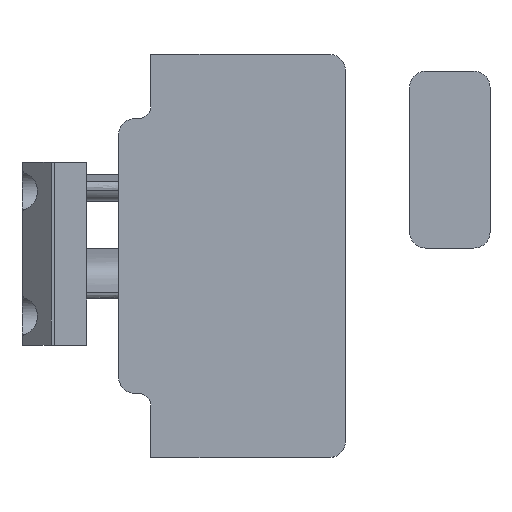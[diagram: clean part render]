
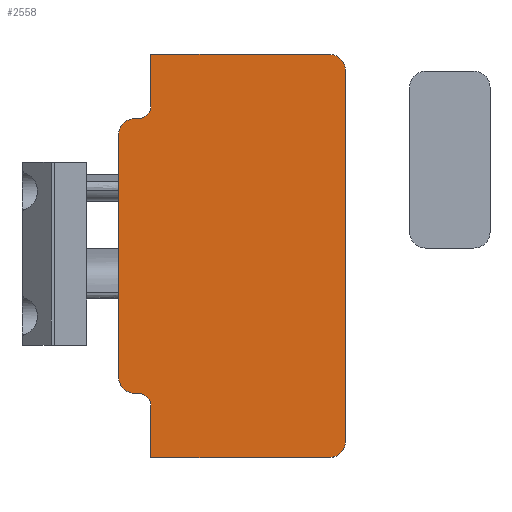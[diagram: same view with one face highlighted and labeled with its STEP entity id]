
A CAD part, top view. The second image highlights one B-rep face of the part: STEP entity #2558.
In plain terms, the highlighted planar face has unit normal (0, 0, 1).
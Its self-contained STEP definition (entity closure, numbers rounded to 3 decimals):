
#207=CIRCLE('',#2721,4.);
#208=CIRCLE('',#2724,4.);
#243=CIRCLE('',#2783,5.);
#244=CIRCLE('',#2786,5.);
#245=CIRCLE('',#2791,5.);
#246=CIRCLE('',#2793,5.);
#400=FACE_OUTER_BOUND('',#565,.T.);
#565=EDGE_LOOP('',(#2173,#2174,#2175,#2176,#2177,#2178,#2179,#2180,#2181,
#2182,#2183,#2184,#2185,#2186));
#726=LINE('',#6012,#895);
#731=LINE('',#6024,#900);
#768=LINE('',#6221,#937);
#770=LINE('',#6227,#939);
#774=LINE('',#6239,#943);
#775=LINE('',#6243,#944);
#776=LINE('',#6244,#945);
#777=LINE('',#6245,#946);
#895=VECTOR('',#3138,10.);
#900=VECTOR('',#3149,10.);
#937=VECTOR('',#3304,10.);
#939=VECTOR('',#3312,10.);
#943=VECTOR('',#3326,10.);
#944=VECTOR('',#3329,10.);
#945=VECTOR('',#3330,10.);
#946=VECTOR('',#3331,10.);
#1130=VERTEX_POINT('',#6004);
#1131=VERTEX_POINT('',#6006);
#1132=VERTEX_POINT('',#6010);
#1133=VERTEX_POINT('',#6014);
#1134=VERTEX_POINT('',#6016);
#1136=VERTEX_POINT('',#6022);
#1181=VERTEX_POINT('',#6212);
#1183=VERTEX_POINT('',#6219);
#1184=VERTEX_POINT('',#6223);
#1185=VERTEX_POINT('',#6232);
#1186=VERTEX_POINT('',#6234);
#1187=VERTEX_POINT('',#6238);
#1188=VERTEX_POINT('',#6240);
#1189=VERTEX_POINT('',#6242);
#1442=EDGE_CURVE('',#1130,#1131,#207,.T.);
#1445=EDGE_CURVE('',#1132,#1130,#726,.T.);
#1447=EDGE_CURVE('',#1133,#1134,#208,.T.);
#1451=EDGE_CURVE('',#1133,#1136,#731,.T.);
#1519=EDGE_CURVE('',#1181,#1136,#243,.T.);
#1523=EDGE_CURVE('',#1183,#1181,#768,.T.);
#1524=EDGE_CURVE('',#1184,#1183,#244,.T.);
#1526=EDGE_CURVE('',#1131,#1184,#770,.T.);
#1529=EDGE_CURVE('',#1185,#1186,#245,.T.);
#1531=EDGE_CURVE('',#1187,#1185,#774,.T.);
#1532=EDGE_CURVE('',#1188,#1187,#246,.T.);
#1533=EDGE_CURVE('',#1188,#1189,#775,.T.);
#1534=EDGE_CURVE('',#1134,#1189,#776,.T.);
#1535=EDGE_CURVE('',#1186,#1132,#777,.T.);
#2173=ORIENTED_EDGE('',*,*,#1529,.F.);
#2174=ORIENTED_EDGE('',*,*,#1531,.F.);
#2175=ORIENTED_EDGE('',*,*,#1532,.F.);
#2176=ORIENTED_EDGE('',*,*,#1533,.T.);
#2177=ORIENTED_EDGE('',*,*,#1534,.F.);
#2178=ORIENTED_EDGE('',*,*,#1447,.F.);
#2179=ORIENTED_EDGE('',*,*,#1451,.T.);
#2180=ORIENTED_EDGE('',*,*,#1519,.F.);
#2181=ORIENTED_EDGE('',*,*,#1523,.F.);
#2182=ORIENTED_EDGE('',*,*,#1524,.F.);
#2183=ORIENTED_EDGE('',*,*,#1526,.F.);
#2184=ORIENTED_EDGE('',*,*,#1442,.F.);
#2185=ORIENTED_EDGE('',*,*,#1445,.F.);
#2186=ORIENTED_EDGE('',*,*,#1535,.F.);
#2422=PLANE('',#2792);
#2558=ADVANCED_FACE('',(#400),#2422,.T.);
#2721=AXIS2_PLACEMENT_3D('',#6007,#3132,#3133);
#2724=AXIS2_PLACEMENT_3D('',#6017,#3142,#3143);
#2783=AXIS2_PLACEMENT_3D('',#6214,#3297,#3298);
#2786=AXIS2_PLACEMENT_3D('',#6224,#3307,#3308);
#2791=AXIS2_PLACEMENT_3D('',#6235,#3321,#3322);
#2792=AXIS2_PLACEMENT_3D('',#6237,#3324,#3325);
#2793=AXIS2_PLACEMENT_3D('',#6241,#3327,#3328);
#3132=DIRECTION('center_axis',(0.,0.,1.));
#3133=DIRECTION('ref_axis',(0.707,0.707,0.));
#3138=DIRECTION('',(0.,1.,0.));
#3142=DIRECTION('center_axis',(0.,0.,1.));
#3143=DIRECTION('ref_axis',(0.707,-0.707,0.));
#3149=DIRECTION('',(-1.,0.,0.));
#3297=DIRECTION('center_axis',(0.,0.,-1.));
#3298=DIRECTION('ref_axis',(-0.707,0.707,0.));
#3304=DIRECTION('',(0.,1.,0.));
#3307=DIRECTION('center_axis',(0.,0.,-1.));
#3308=DIRECTION('ref_axis',(-0.707,-0.707,0.));
#3312=DIRECTION('',(-1.,0.,0.));
#3321=DIRECTION('center_axis',(0.,0.,-1.));
#3322=DIRECTION('ref_axis',(0.707,-0.707,0.));
#3324=DIRECTION('center_axis',(0.,0.,1.));
#3325=DIRECTION('ref_axis',(0.,1.,0.));
#3326=DIRECTION('',(0.,-1.,0.));
#3327=DIRECTION('center_axis',(0.,0.,-1.));
#3328=DIRECTION('ref_axis',(0.707,0.707,0.));
#3329=DIRECTION('',(-1.,0.,0.));
#3330=DIRECTION('',(0.,1.,0.));
#3331=DIRECTION('',(-1.,0.,0.));
#6004=CARTESIAN_POINT('',(-120.5,-254.179,55.808));
#6006=CARTESIAN_POINT('',(-124.5,-250.179,55.808));
#6007=CARTESIAN_POINT('Origin',(-124.5,-254.179,55.808));
#6010=CARTESIAN_POINT('',(-120.5,-270.179,55.808));
#6012=CARTESIAN_POINT('',(-120.5,-164.743,55.808));
#6014=CARTESIAN_POINT('',(-124.5,-164.743,55.808));
#6016=CARTESIAN_POINT('',(-120.5,-160.743,55.808));
#6017=CARTESIAN_POINT('Origin',(-124.5,-160.743,55.808));
#6022=CARTESIAN_POINT('',(-125.5,-164.743,55.808));
#6024=CARTESIAN_POINT('',(-120.5,-164.743,55.808));
#6212=CARTESIAN_POINT('',(-130.5,-169.743,55.808));
#6214=CARTESIAN_POINT('Origin',(-125.5,-169.743,55.808));
#6219=CARTESIAN_POINT('',(-130.5,-245.179,55.808));
#6221=CARTESIAN_POINT('',(-130.5,-250.179,55.808));
#6223=CARTESIAN_POINT('',(-125.5,-250.179,55.808));
#6224=CARTESIAN_POINT('Origin',(-125.5,-245.179,55.808));
#6227=CARTESIAN_POINT('',(-120.5,-250.179,55.808));
#6232=CARTESIAN_POINT('',(-60.,-265.179,55.808));
#6234=CARTESIAN_POINT('',(-65.,-270.179,55.808));
#6235=CARTESIAN_POINT('Origin',(-65.,-265.179,55.808));
#6237=CARTESIAN_POINT('Origin',(-60.,-250.179,55.808));
#6238=CARTESIAN_POINT('',(-60.,-149.743,55.808));
#6239=CARTESIAN_POINT('',(-60.,-164.743,55.808));
#6240=CARTESIAN_POINT('',(-65.,-144.743,55.808));
#6241=CARTESIAN_POINT('Origin',(-65.,-149.743,55.808));
#6242=CARTESIAN_POINT('',(-120.5,-144.743,55.808));
#6243=CARTESIAN_POINT('',(-60.,-144.743,55.808));
#6244=CARTESIAN_POINT('',(-120.5,-164.743,55.808));
#6245=CARTESIAN_POINT('',(-60.,-270.179,55.808));
